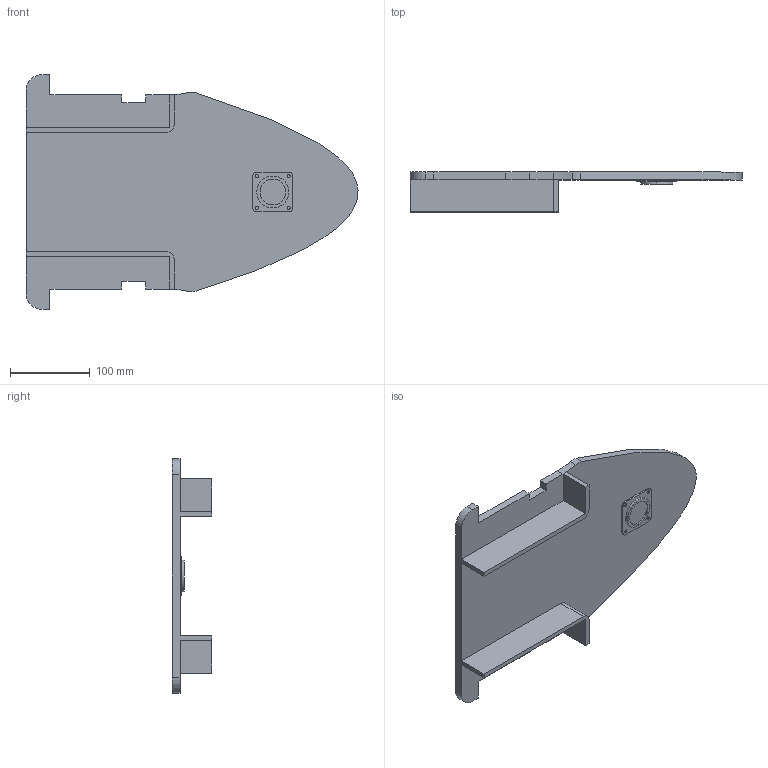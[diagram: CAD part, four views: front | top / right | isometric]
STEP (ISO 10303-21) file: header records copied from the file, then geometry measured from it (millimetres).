
FILE_DESCRIPTION (( 'STEP AP203' ), '1' );
FILE_NAME ('Base_Predeterminado_sldprt.STEP', '2023-06-27T13:26:32', ( '' ), ( '' ), 'SwSTEP 2.0', 'SolidWorks 2022', '' );
FILE_SCHEMA (( 'CONFIG_CONTROL_DESIGN' ));
Length unit declared in the file: millimetre
Products named in the file (1): Base_Predeterminado_sldprt
Bounding box: 415.93 x 50 x 294 mm (x, y, z)
Volume: 976070.9 mm3; surface area: 224061.9 mm2
Topology: 1 solids, 1 shells, 73 faces, 179 edges, 116 vertices
Faces by surface type: plane 45, cylinder 27, bspline 1
Entity records: 2228 total; most frequent: DIRECTION 379, CARTESIAN_POINT 378, ORIENTED_EDGE 358, EDGE_CURVE 179, AXIS2_PLACEMENT_3D 129, VECTOR 121, LINE 121, VERTEX_POINT 116
